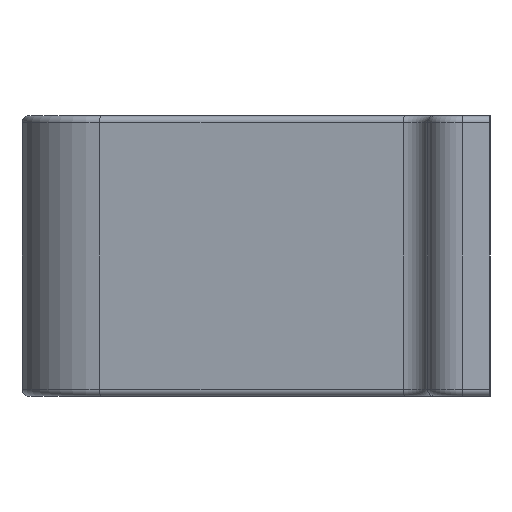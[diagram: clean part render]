
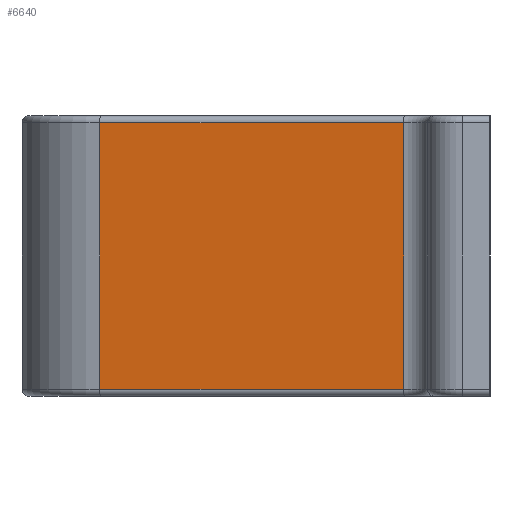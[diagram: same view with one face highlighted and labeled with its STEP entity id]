
A CAD part, left-side view. The second image highlights one B-rep face of the part: STEP entity #6640.
In plain terms, the highlighted planar face has unit normal (-0.99, 0.139, 0).
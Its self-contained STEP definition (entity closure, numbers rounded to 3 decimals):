
#6250=CARTESIAN_POINT('',(-54.667,4.5,0.));
#6260=DIRECTION('',(0.99,-0.139,0.));
#6270=DIRECTION('',(-0.139,-0.99,0.));
#6280=AXIS2_PLACEMENT_3D('',#6250,#6260,#6270);
#6290=PLANE('',#6280);
#6300=CARTESIAN_POINT('',(-55.289,0.07,9.6));
#6310=DIRECTION('',(-0.139,-0.99,0.));
#6320=VECTOR('',#6310,1.);
#6330=LINE('',#6300,#6320);
#6340=CARTESIAN_POINT('',(-51.349,28.105,9.6));
#6350=VERTEX_POINT('',#6340);
#6360=CARTESIAN_POINT('',(-54.425,6.222,9.6));
#6370=VERTEX_POINT('',#6360);
#6380=EDGE_CURVE('',#6350,#6370,#6330,.T.);
#6390=ORIENTED_EDGE('',*,*,#6380,.F.);
#6400=CARTESIAN_POINT('',(-54.425,6.222,0.));
#6410=DIRECTION('',(0.,0.,-1.));
#6420=VECTOR('',#6410,1.);
#6430=LINE('',#6400,#6420);
#6440=CARTESIAN_POINT('',(-54.425,6.222,-9.6));
#6450=VERTEX_POINT('',#6440);
#6460=EDGE_CURVE('',#6370,#6450,#6430,.T.);
#6470=ORIENTED_EDGE('',*,*,#6460,.F.);
#6480=CARTESIAN_POINT('',(-55.289,0.07,-9.6));
#6490=DIRECTION('',(0.139,0.99,0.));
#6500=VECTOR('',#6490,1.);
#6510=LINE('',#6480,#6500);
#6520=CARTESIAN_POINT('',(-51.349,28.105,-9.6));
#6530=VERTEX_POINT('',#6520);
#6540=EDGE_CURVE('',#6450,#6530,#6510,.T.);
#6550=ORIENTED_EDGE('',*,*,#6540,.F.);
#6560=CARTESIAN_POINT('',(-51.349,28.105,0.));
#6570=DIRECTION('',(0.,0.,-1.));
#6580=VECTOR('',#6570,1.);
#6590=LINE('',#6560,#6580);
#6600=EDGE_CURVE('',#6350,#6530,#6590,.T.);
#6610=ORIENTED_EDGE('',*,*,#6600,.T.);
#6620=EDGE_LOOP('',(#6610,#6550,#6470,#6390));
#6630=FACE_OUTER_BOUND('',#6620,.T.);
#6640=ADVANCED_FACE('',(#6630),#6290,.F.);
